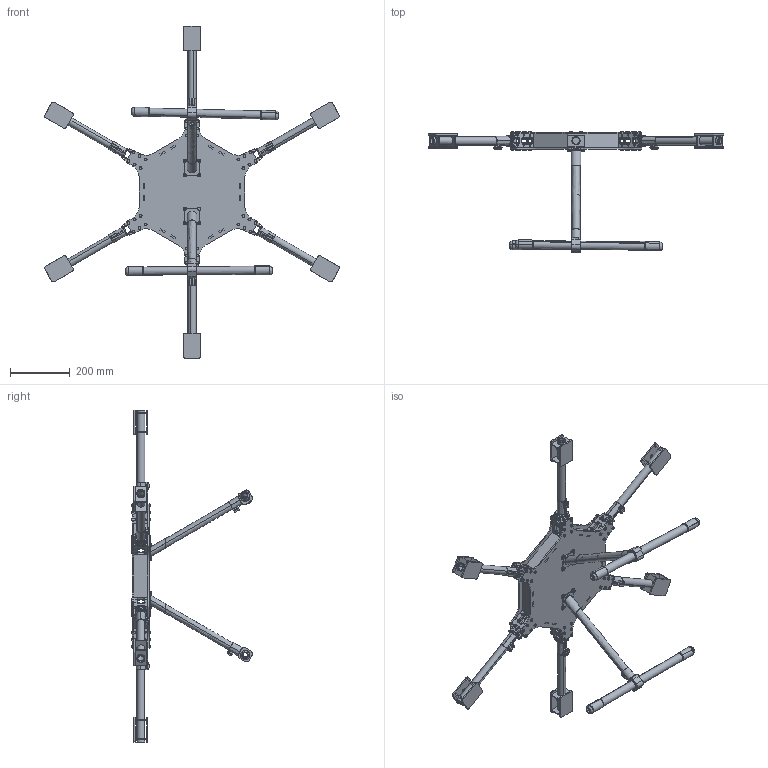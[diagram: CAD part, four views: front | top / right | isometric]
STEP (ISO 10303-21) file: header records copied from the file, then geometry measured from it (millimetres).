
FILE_DESCRIPTION(('FreeCAD Model'),'2;1');
FILE_NAME('Open CASCADE Shape Model','2025-04-26T21:25:49',('FreeCAD'),( 'FreeCAD'),'Open CASCADE STEP processor 7.6','FreeCAD','Unknown');
FILE_SCHEMA(('AUTOMOTIVE_DESIGN { 1 0 10303 214 1 1 1 1 }'));
Products named in the file (1): Open CASCADE STEP translator 7.6 1
Bounding box: 985.27 x 404.21 x 1108.7 mm (x, y, z)
Volume: 2571211 mm3; surface area: 1653596.6 mm2
Topology: 151 solids, 151 shells, 3633 faces, 8940 edges, 5672 vertices
Faces by surface type: bspline 3633
Entity records: 109522 total; most frequent: CARTESIAN_POINT 56701, ORIENTED_EDGE 17880, EDGE_CURVE 8940, B_SPLINE_CURVE_WITH_KNOTS 5884, VERTEX_POINT 5672, FACE_BOUND 4362, EDGE_LOOP 4362, ADVANCED_FACE 3633
